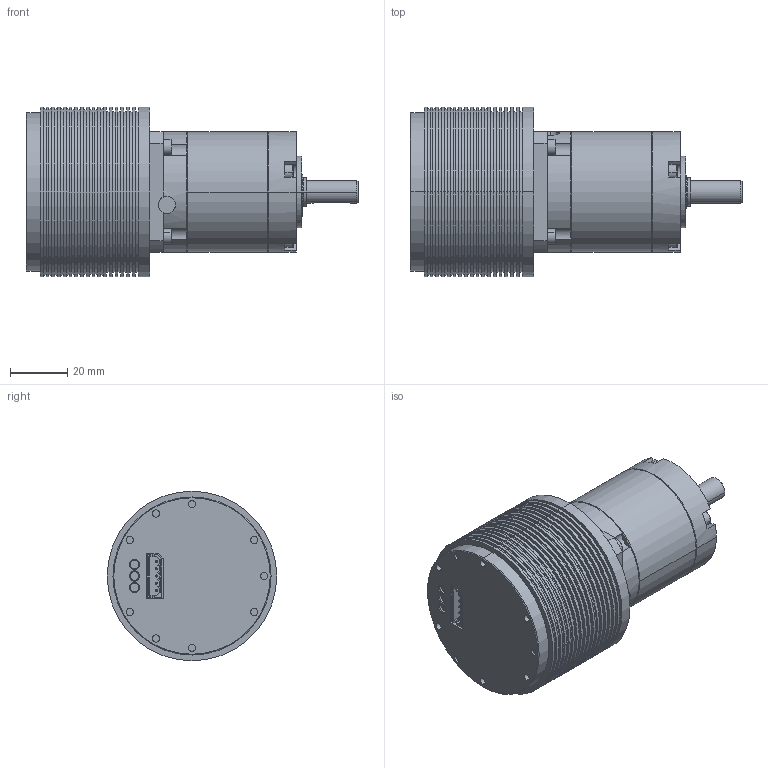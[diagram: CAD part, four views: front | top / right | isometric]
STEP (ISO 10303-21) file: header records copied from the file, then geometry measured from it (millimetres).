
FILE_DESCRIPTION (( 'STEP AP214' ), '1' );
FILE_NAME ('BA59PA42(2ST).STEP', '2023-07-25T07:50:56', ( '821079794744' ), ( '' ), 'SwSTEP 2.0', 'SolidWorks 2018', '' );
FILE_SCHEMA (( 'AUTOMOTIVE_DESIGN' ));
Length unit declared in the file: millimetre
Products named in the file (1): BA59PA42(2ST)
Bounding box: 115.5 x 59 x 59 mm (x, y, z)
Volume: 184192.6 mm3; surface area: 31771.6 mm2
Topology: 6 solids, 23 shells, 732 faces, 1668 edges, 1045 vertices
Faces by surface type: plane 310, cylinder 272, cone 115, torus 24, bspline 11
Entity records: 29145 total; most frequent: CARTESIAN_POINT 4716, DIRECTION 3649, ORIENTED_EDGE 3300, EDGE_CURVE 1650, AXIS2_PLACEMENT_3D 1445, VERTEX_POINT 1045, EDGE_LOOP 827, VECTOR 759
